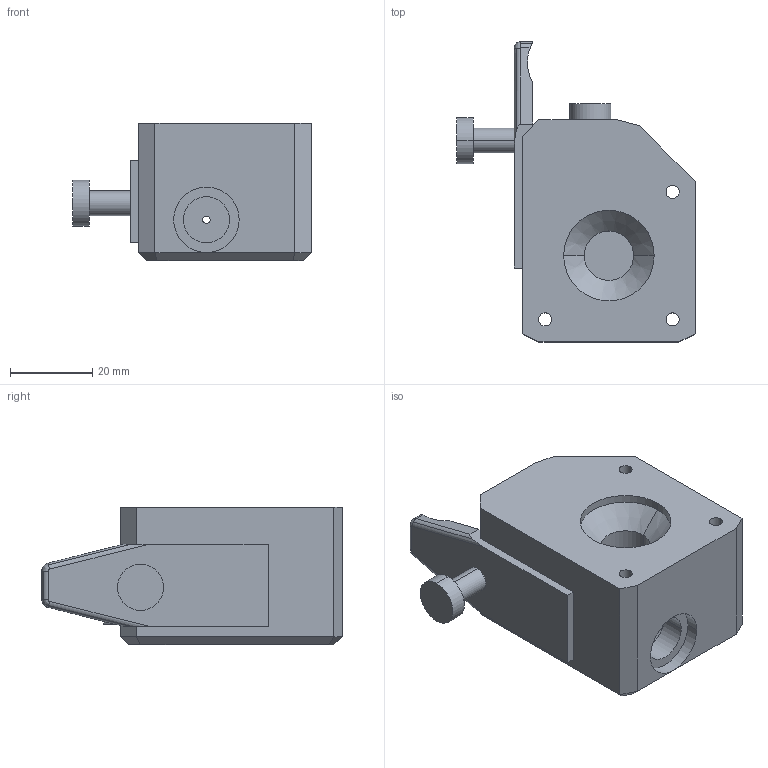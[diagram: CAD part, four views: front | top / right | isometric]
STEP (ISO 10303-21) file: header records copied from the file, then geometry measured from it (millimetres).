
FILE_DESCRIPTION (( 'STEP AP214' ), '1' );
FILE_NAME ('bondtech_bmg_simplified.step', '2019-11-11T12:25:08', ( '' ), ( '' ), 'SwSTEP 2.0', 'SolidWorks 2019', '' );
FILE_SCHEMA (( 'AUTOMOTIVE_DESIGN' ));
Length unit declared in the file: millimetre
Products named in the file (1): bondtech_bmg_simplified
Bounding box: 58 x 73 x 33.5 mm (x, y, z)
Volume: 69057.5 mm3; surface area: 14179.2 mm2
Topology: 1 solids, 1 shells, 88 faces, 208 edges, 133 vertices
Faces by surface type: cylinder 44, plane 40, cone 2, bspline 2
Entity records: 2642 total; most frequent: CARTESIAN_POINT 526, DIRECTION 450, ORIENTED_EDGE 416, EDGE_CURVE 208, AXIS2_PLACEMENT_3D 167, VERTEX_POINT 133, VECTOR 116, LINE 116
